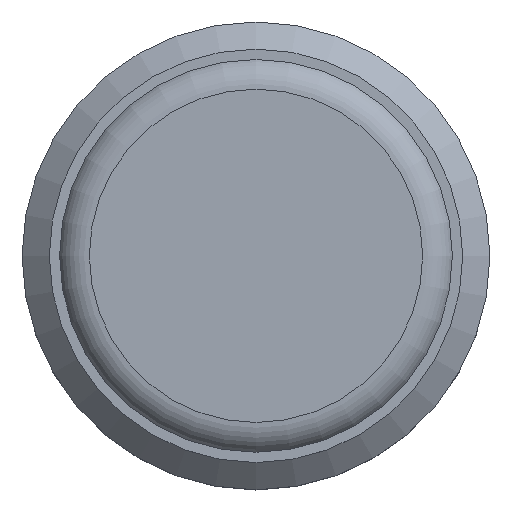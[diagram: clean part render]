
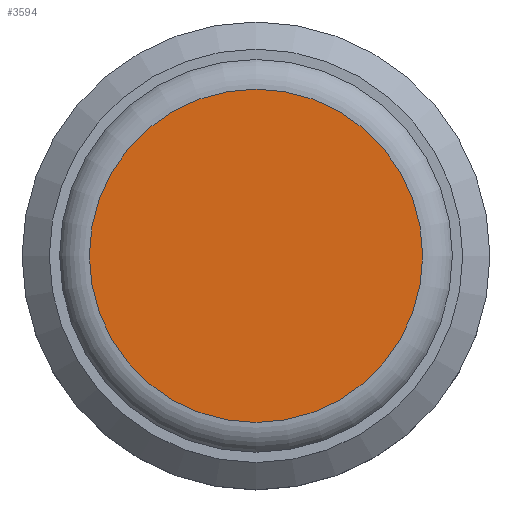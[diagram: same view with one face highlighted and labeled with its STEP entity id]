
A CAD part, top view. The second image highlights one B-rep face of the part: STEP entity #3594.
In plain terms, the highlighted planar face has unit normal (0, 0, 1).
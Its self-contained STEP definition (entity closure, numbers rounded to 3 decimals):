
#120=PLANE('',#3873);
#298=FACE_OUTER_BOUND('',#511,.T.);
#511=EDGE_LOOP('',(#2582));
#1365=CIRCLE('',#3871,8.871);
#1579=VERTEX_POINT('',#5516);
#1972=EDGE_CURVE('',#1579,#1579,#1365,.T.);
#2582=ORIENTED_EDGE('',*,*,#1972,.T.);
#3594=ADVANCED_FACE('',(#298),#120,.T.);
#3871=AXIS2_PLACEMENT_3D('',#5517,#4371,#4372);
#3873=AXIS2_PLACEMENT_3D('',#5519,#4375,#4376);
#4371=DIRECTION('center_axis',(0.,0.,
1.));
#4372=DIRECTION('ref_axis',(-1.,0.,0.));
#4375=DIRECTION('center_axis',(0.,0.,
1.));
#4376=DIRECTION('ref_axis',(1.,0.,0.));
#5516=CARTESIAN_POINT('',(-8.871,0.,27.2));
#5517=CARTESIAN_POINT('Origin',(0.,0.,
27.2));
#5519=CARTESIAN_POINT('Origin',(-4.436,0.,
27.2));
